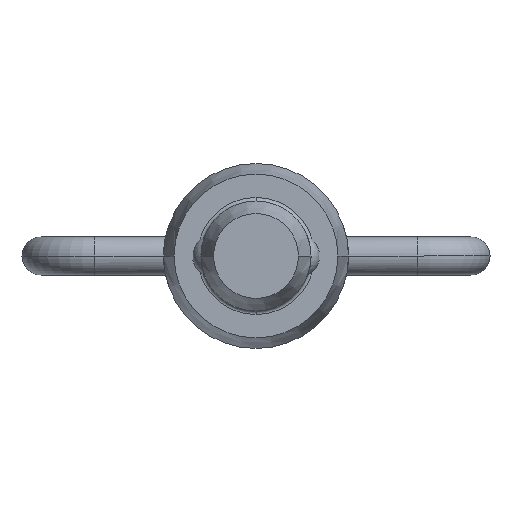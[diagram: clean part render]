
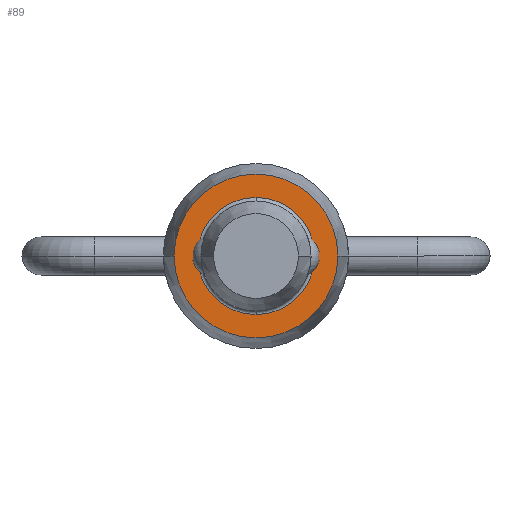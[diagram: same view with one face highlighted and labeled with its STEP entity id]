
A CAD part, front view. The second image highlights one B-rep face of the part: STEP entity #89.
In plain terms, the highlighted planar face has unit normal (0, -1, 0).
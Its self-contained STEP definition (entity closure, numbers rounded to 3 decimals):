
#89=ADVANCED_FACE('',(#201,#202),#203,.T.);
#201=FACE_OUTER_BOUND('',#334,.T.);
#202=FACE_BOUND('',#335,.T.);
#203=PLANE('',#336);
#334=EDGE_LOOP('',(#526,#527));
#335=EDGE_LOOP('',(#528,#529,#530));
#336=AXIS2_PLACEMENT_3D('',#531,#532,#533);
#526=ORIENTED_EDGE('',*,*,#806,.T.);
#527=ORIENTED_EDGE('',*,*,#854,.T.);
#528=ORIENTED_EDGE('',*,*,#825,.T.);
#529=ORIENTED_EDGE('',*,*,#855,.T.);
#530=ORIENTED_EDGE('',*,*,#826,.T.);
#531=CARTESIAN_POINT('',(-4.355,0.0,0.0));
#532=DIRECTION('',(0.,-1.0,0.0));
#533=DIRECTION('',(1.0,0.,0.0));
#806=EDGE_CURVE('',#958,#960,#962,.T.);
#825=EDGE_CURVE('',#994,#992,#995,.T.);
#826=EDGE_CURVE('',#996,#994,#997,.T.);
#854=EDGE_CURVE('',#960,#958,#1044,.T.);
#855=EDGE_CURVE('',#992,#996,#1045,.T.);
#958=VERTEX_POINT('',#1201);
#960=VERTEX_POINT('',#1204);
#962=CIRCLE('',#1207,4.722);
#992=VERTEX_POINT('',#1241);
#994=VERTEX_POINT('',#1243);
#995=CIRCLE('',#1244,3.375);
#996=VERTEX_POINT('',#1245);
#997=CIRCLE('',#1246,3.375);
#1044=CIRCLE('',#1346,4.722);
#1045=CIRCLE('',#1347,3.375);
#1201=CARTESIAN_POINT('',(-4.722,0.0,0.0));
#1204=CARTESIAN_POINT('',(4.722,0.,0.));
#1207=AXIS2_PLACEMENT_3D('',#1565,#1566,#1567);
#1241=CARTESIAN_POINT('',(0.,0.,3.375));
#1243=CARTESIAN_POINT('',(-3.375,0.0,0.0));
#1244=AXIS2_PLACEMENT_3D('',#1602,#1603,#1604);
#1245=CARTESIAN_POINT('',(0.,0.,-3.375));
#1246=AXIS2_PLACEMENT_3D('',#1605,#1606,#1607);
#1346=AXIS2_PLACEMENT_3D('',#1658,#1659,#1660);
#1347=AXIS2_PLACEMENT_3D('',#1661,#1662,#1663);
#1565=CARTESIAN_POINT('',(0.,0.0,0.));
#1566=DIRECTION('',(0.,-1.0,0.0));
#1567=DIRECTION('',(-1.0,0.,0.0));
#1602=CARTESIAN_POINT('',(0.,0.0,0.0));
#1603=DIRECTION('',(0.,1.0,0.0));
#1604=DIRECTION('',(-1.0,0.,0.0));
#1605=CARTESIAN_POINT('',(0.,0.0,0.0));
#1606=DIRECTION('',(0.,1.0,0.0));
#1607=DIRECTION('',(-1.0,0.,0.0));
#1658=CARTESIAN_POINT('',(0.,0.0,0.));
#1659=DIRECTION('',(0.,-1.0,0.0));
#1660=DIRECTION('',(-1.0,0.,0.0));
#1661=CARTESIAN_POINT('',(0.,0.0,0.0));
#1662=DIRECTION('',(0.,1.0,0.0));
#1663=DIRECTION('',(-1.0,0.,0.0));
